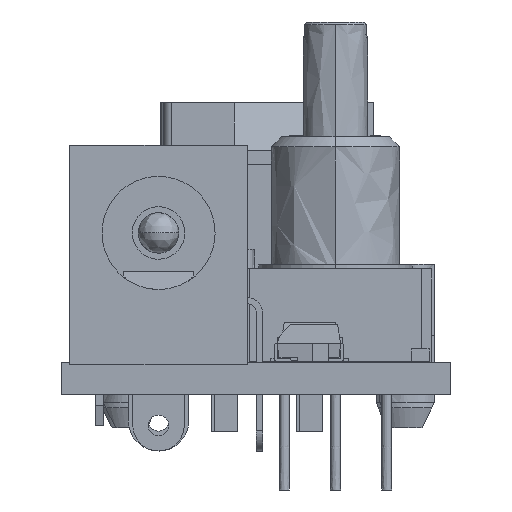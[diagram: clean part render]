
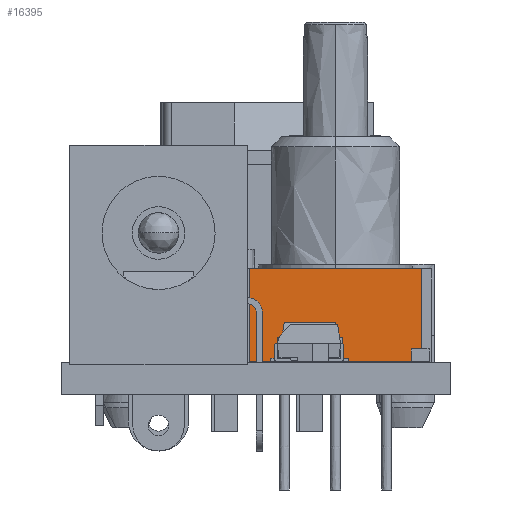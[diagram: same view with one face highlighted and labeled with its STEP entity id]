
A CAD part, left-side view. The second image highlights one B-rep face of the part: STEP entity #16395.
In plain terms, the highlighted free-form (B-spline) face has degree [1, 1] with [2, 2] control points.
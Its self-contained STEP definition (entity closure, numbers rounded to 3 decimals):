
#15701 = EDGE_CURVE('',#15702,#15704,#15706,.T.);
#15702 = VERTEX_POINT('',#15703);
#15703 = CARTESIAN_POINT('',(4.42,-4.28,0.));
#15704 = VERTEX_POINT('',#15705);
#15705 = CARTESIAN_POINT('',(4.42,4.28,0.));
#15706 = SURFACE_CURVE('',#15707,(#15710,#15722),.PCURVE_S1.);
#15707 = B_SPLINE_CURVE_WITH_KNOTS('',1,(#15708,#15709),.UNSPECIFIED.,
  .F.,.F.,(2,2),(0.,8.56),.PIECEWISE_BEZIER_KNOTS.);
#15708 = CARTESIAN_POINT('',(4.42,-4.28,0.));
#15709 = CARTESIAN_POINT('',(4.42,4.28,0.));
#15710 = PCURVE('',#15711,#15716);
#15711 = B_SPLINE_SURFACE_WITH_KNOTS('',1,1,(
    (#15712,#15713)
    ,(#15714,#15715
    )),.UNSPECIFIED.,.F.,.F.,.F.,(2,2),(2,2),(-0.185,
    0.174),(-0.188,0.188),
  .PIECEWISE_BEZIER_KNOTS.);
#15712 = CARTESIAN_POINT('',(-4.7,4.764,0.));
#15713 = CARTESIAN_POINT('',(-4.7,-4.764,0.));
#15714 = CARTESIAN_POINT('',(4.421,4.764,0.));
#15715 = CARTESIAN_POINT('',(4.421,-4.764,0.));
#15716 = DEFINITIONAL_REPRESENTATION('',(#15717),#15721);
#15717 = B_SPLINE_CURVE_WITH_KNOTS('',2,(#15718,#15719,#15720),
  .UNSPECIFIED.,.F.,.F.,(3,3),(0.,8.56),.PIECEWISE_BEZIER_KNOTS.);
#15718 = CARTESIAN_POINT('',(0.174,0.169));
#15719 = CARTESIAN_POINT('',(0.174,0.));
#15720 = CARTESIAN_POINT('',(0.174,-0.169));
#15721 = ( GEOMETRIC_REPRESENTATION_CONTEXT(2) 
PARAMETRIC_REPRESENTATION_CONTEXT() REPRESENTATION_CONTEXT('2D SPACE',''
  ) );
#15722 = PCURVE('',#15723,#15728);
#15723 = B_SPLINE_SURFACE_WITH_KNOTS('',1,1,(
    (#15724,#15725)
    ,(#15726,#15727
    )),.UNSPECIFIED.,.F.,.F.,.F.,(2,2),(2,2),(0.019,
    0.356),(0.,0.18),
  .PIECEWISE_BEZIER_KNOTS.);
#15724 = CARTESIAN_POINT('',(4.42,4.281,0.001));
#15725 = CARTESIAN_POINT('',(4.42,4.281,-4.573));
#15726 = CARTESIAN_POINT('',(4.42,-4.281,0.001));
#15727 = CARTESIAN_POINT('',(4.42,-4.281,-4.573));
#15728 = DEFINITIONAL_REPRESENTATION('',(#15729),#15733);
#15729 = B_SPLINE_CURVE_WITH_KNOTS('',2,(#15730,#15731,#15732),
  .UNSPECIFIED.,.F.,.F.,(3,3),(0.,8.56),.PIECEWISE_BEZIER_KNOTS.);
#15730 = CARTESIAN_POINT('',(0.356,0.));
#15731 = CARTESIAN_POINT('',(0.188,0.));
#15732 = CARTESIAN_POINT('',(0.019,0.));
#15733 = ( GEOMETRIC_REPRESENTATION_CONTEXT(2) 
PARAMETRIC_REPRESENTATION_CONTEXT() REPRESENTATION_CONTEXT('2D SPACE',''
  ) );
#15750 = B_SPLINE_SURFACE_WITH_KNOTS('',1,1,(
    (#15751,#15752)
    ,(#15753,#15754
    )),.UNSPECIFIED.,.F.,.F.,.F.,(2,2),(2,2),(-0.023,
    0.016),(-0.016,0.18),
  .PIECEWISE_BEZIER_KNOTS.);
#15751 = CARTESIAN_POINT('',(3.834,-4.28,0.407));
#15752 = CARTESIAN_POINT('',(3.834,-4.28,-4.573));
#15753 = CARTESIAN_POINT('',(4.827,-4.28,0.407));
#15754 = CARTESIAN_POINT('',(4.827,-4.28,-4.573));
#16018 = B_SPLINE_SURFACE_WITH_KNOTS('',1,1,(
    (#16019,#16020)
    ,(#16021,#16022
    )),.UNSPECIFIED.,.F.,.F.,.F.,(2,2),(2,2),(0.,
    0.039),(-0.016,0.18),
  .PIECEWISE_BEZIER_KNOTS.);
#16019 = CARTESIAN_POINT('',(4.827,4.28,0.407));
#16020 = CARTESIAN_POINT('',(4.827,4.28,-4.573));
#16021 = CARTESIAN_POINT('',(3.834,4.28,0.407));
#16022 = CARTESIAN_POINT('',(3.834,4.28,-4.573));
#16395 = ADVANCED_FACE('',(#16396),#15723,.T.);
#16396 = FACE_BOUND('',#16397,.T.);
#16397 = EDGE_LOOP('',(#16398,#16420,#16447,#16467));
#16398 = ORIENTED_EDGE('',*,*,#16399,.T.);
#16399 = EDGE_CURVE('',#15702,#16400,#16402,.T.);
#16400 = VERTEX_POINT('',#16401);
#16401 = CARTESIAN_POINT('',(4.42,-4.28,-4.572));
#16402 = SURFACE_CURVE('',#16403,(#16406,#16413),.PCURVE_S1.);
#16403 = B_SPLINE_CURVE_WITH_KNOTS('',1,(#16404,#16405),.UNSPECIFIED.,
  .F.,.F.,(2,2),(0.,4.572),.PIECEWISE_BEZIER_KNOTS.);
#16404 = CARTESIAN_POINT('',(4.42,-4.28,0.));
#16405 = CARTESIAN_POINT('',(4.42,-4.28,-4.572));
#16406 = PCURVE('',#15723,#16407);
#16407 = DEFINITIONAL_REPRESENTATION('',(#16408),#16412);
#16408 = B_SPLINE_CURVE_WITH_KNOTS('',2,(#16409,#16410,#16411),
  .UNSPECIFIED.,.F.,.F.,(3,3),(0.,4.572),.PIECEWISE_BEZIER_KNOTS.);
#16409 = CARTESIAN_POINT('',(0.356,0.));
#16410 = CARTESIAN_POINT('',(0.356,0.09));
#16411 = CARTESIAN_POINT('',(0.356,0.18));
#16412 = ( GEOMETRIC_REPRESENTATION_CONTEXT(2) 
PARAMETRIC_REPRESENTATION_CONTEXT() REPRESENTATION_CONTEXT('2D SPACE',''
  ) );
#16413 = PCURVE('',#15750,#16414);
#16414 = DEFINITIONAL_REPRESENTATION('',(#16415),#16419);
#16415 = B_SPLINE_CURVE_WITH_KNOTS('',2,(#16416,#16417,#16418),
  .UNSPECIFIED.,.F.,.F.,(3,3),(0.,4.572),.PIECEWISE_BEZIER_KNOTS.);
#16416 = CARTESIAN_POINT('',(0.,0.));
#16417 = CARTESIAN_POINT('',(0.,0.09));
#16418 = CARTESIAN_POINT('',(0.,0.18));
#16419 = ( GEOMETRIC_REPRESENTATION_CONTEXT(2) 
PARAMETRIC_REPRESENTATION_CONTEXT() REPRESENTATION_CONTEXT('2D SPACE',''
  ) );
#16420 = ORIENTED_EDGE('',*,*,#16421,.F.);
#16421 = EDGE_CURVE('',#16422,#16400,#16424,.T.);
#16422 = VERTEX_POINT('',#16423);
#16423 = CARTESIAN_POINT('',(4.42,4.28,-4.572));
#16424 = SURFACE_CURVE('',#16425,(#16428,#16435),.PCURVE_S1.);
#16425 = B_SPLINE_CURVE_WITH_KNOTS('',1,(#16426,#16427),.UNSPECIFIED.,
  .F.,.F.,(2,2),(0.,8.56),.PIECEWISE_BEZIER_KNOTS.);
#16426 = CARTESIAN_POINT('',(4.42,4.28,-4.572));
#16427 = CARTESIAN_POINT('',(4.42,-4.28,-4.572));
#16428 = PCURVE('',#15723,#16429);
#16429 = DEFINITIONAL_REPRESENTATION('',(#16430),#16434);
#16430 = B_SPLINE_CURVE_WITH_KNOTS('',2,(#16431,#16432,#16433),
  .UNSPECIFIED.,.F.,.F.,(3,3),(0.,8.56),.PIECEWISE_BEZIER_KNOTS.);
#16431 = CARTESIAN_POINT('',(0.019,0.18));
#16432 = CARTESIAN_POINT('',(0.188,0.18));
#16433 = CARTESIAN_POINT('',(0.356,0.18));
#16434 = ( GEOMETRIC_REPRESENTATION_CONTEXT(2) 
PARAMETRIC_REPRESENTATION_CONTEXT() REPRESENTATION_CONTEXT('2D SPACE',''
  ) );
#16435 = PCURVE('',#16436,#16441);
#16436 = B_SPLINE_SURFACE_WITH_KNOTS('',1,1,(
    (#16437,#16438)
    ,(#16439,#16440
    )),.UNSPECIFIED.,.F.,.F.,.F.,(2,2),(2,2),(-0.185,
    0.19),(-0.188,0.188),
  .PIECEWISE_BEZIER_KNOTS.);
#16437 = CARTESIAN_POINT('',(-4.7,4.764,-4.572));
#16438 = CARTESIAN_POINT('',(-4.7,-4.764,-4.572));
#16439 = CARTESIAN_POINT('',(4.827,4.764,-4.572));
#16440 = CARTESIAN_POINT('',(4.827,-4.764,-4.572));
#16441 = DEFINITIONAL_REPRESENTATION('',(#16442),#16446);
#16442 = B_SPLINE_CURVE_WITH_KNOTS('',2,(#16443,#16444,#16445),
  .UNSPECIFIED.,.F.,.F.,(3,3),(0.,8.56),.PIECEWISE_BEZIER_KNOTS.);
#16443 = CARTESIAN_POINT('',(0.174,-0.169));
#16444 = CARTESIAN_POINT('',(0.174,0.));
#16445 = CARTESIAN_POINT('',(0.174,0.169));
#16446 = ( GEOMETRIC_REPRESENTATION_CONTEXT(2) 
PARAMETRIC_REPRESENTATION_CONTEXT() REPRESENTATION_CONTEXT('2D SPACE',''
  ) );
#16447 = ORIENTED_EDGE('',*,*,#16448,.F.);
#16448 = EDGE_CURVE('',#15704,#16422,#16449,.T.);
#16449 = SURFACE_CURVE('',#16450,(#16453,#16460),.PCURVE_S1.);
#16450 = B_SPLINE_CURVE_WITH_KNOTS('',1,(#16451,#16452),.UNSPECIFIED.,
  .F.,.F.,(2,2),(0.,4.572),.PIECEWISE_BEZIER_KNOTS.);
#16451 = CARTESIAN_POINT('',(4.42,4.28,0.));
#16452 = CARTESIAN_POINT('',(4.42,4.28,-4.572));
#16453 = PCURVE('',#15723,#16454);
#16454 = DEFINITIONAL_REPRESENTATION('',(#16455),#16459);
#16455 = B_SPLINE_CURVE_WITH_KNOTS('',2,(#16456,#16457,#16458),
  .UNSPECIFIED.,.F.,.F.,(3,3),(0.,4.572),.PIECEWISE_BEZIER_KNOTS.);
#16456 = CARTESIAN_POINT('',(0.019,0.));
#16457 = CARTESIAN_POINT('',(0.019,0.09));
#16458 = CARTESIAN_POINT('',(0.019,0.18));
#16459 = ( GEOMETRIC_REPRESENTATION_CONTEXT(2) 
PARAMETRIC_REPRESENTATION_CONTEXT() REPRESENTATION_CONTEXT('2D SPACE',''
  ) );
#16460 = PCURVE('',#16018,#16461);
#16461 = DEFINITIONAL_REPRESENTATION('',(#16462),#16466);
#16462 = B_SPLINE_CURVE_WITH_KNOTS('',2,(#16463,#16464,#16465),
  .UNSPECIFIED.,.F.,.F.,(3,3),(0.,4.572),.PIECEWISE_BEZIER_KNOTS.);
#16463 = CARTESIAN_POINT('',(0.016,0.));
#16464 = CARTESIAN_POINT('',(0.016,0.09));
#16465 = CARTESIAN_POINT('',(0.016,0.18));
#16466 = ( GEOMETRIC_REPRESENTATION_CONTEXT(2) 
PARAMETRIC_REPRESENTATION_CONTEXT() REPRESENTATION_CONTEXT('2D SPACE',''
  ) );
#16467 = ORIENTED_EDGE('',*,*,#15701,.F.);
